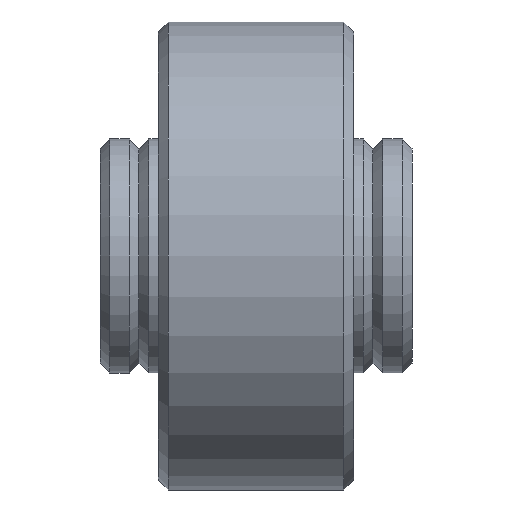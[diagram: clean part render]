
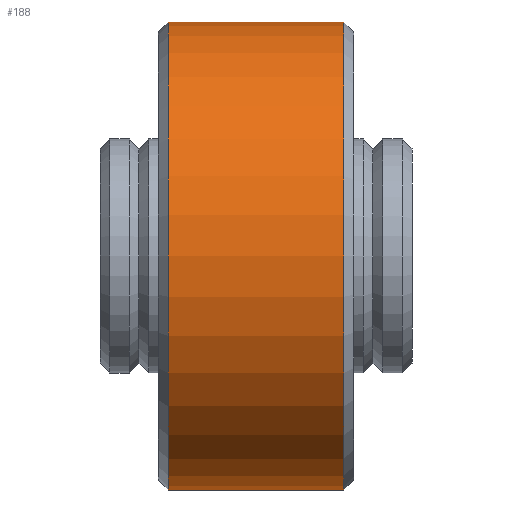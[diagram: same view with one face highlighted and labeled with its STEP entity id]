
A CAD part, front view. The second image highlights one B-rep face of the part: STEP entity #188.
In plain terms, the highlighted cylindrical face has radius 12 mm (diameter 24 mm), a full revolution.
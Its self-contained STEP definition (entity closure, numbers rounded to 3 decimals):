
#188 = ADVANCED_FACE( '', ( #355, #356 ), #357, .T. );
#355 = FACE_OUTER_BOUND( '', #552, .T. );
#356 = FACE_OUTER_BOUND( '', #553, .T. );
#357 = CYLINDRICAL_SURFACE( '', #554, 12. );
#552 = EDGE_LOOP( '', ( #788 ) );
#553 = EDGE_LOOP( '', ( #789 ) );
#554 = AXIS2_PLACEMENT_3D( '', #790, #791, #792 );
#788 = ORIENTED_EDGE( '', *, *, #1078, .T. );
#789 = ORIENTED_EDGE( '', *, *, #1079, .T. );
#790 = CARTESIAN_POINT( '', ( -60., 0., 0. ) );
#791 = DIRECTION( '', ( 1., 0., 0. ) );
#792 = DIRECTION( '', ( 0., 0., 1. ) );
#1078 = EDGE_CURVE( '', #1229, #1229, #1230, .T. );
#1079 = EDGE_CURVE( '', #1231, #1231, #1232, .F. );
#1229 = VERTEX_POINT( '', #1429 );
#1230 = CIRCLE( '', #1430, 12. );
#1231 = VERTEX_POINT( '', #1431 );
#1232 = CIRCLE( '', #1432, 12. );
#1429 = CARTESIAN_POINT( '', ( 10.5, 0., 12. ) );
#1430 = AXIS2_PLACEMENT_3D( '', #1600, #1601, #1602 );
#1431 = CARTESIAN_POINT( '', ( 1.5, 0., 12. ) );
#1432 = AXIS2_PLACEMENT_3D( '', #1603, #1604, #1605 );
#1600 = CARTESIAN_POINT( '', ( 10.5, 0., 0. ) );
#1601 = DIRECTION( '', ( -1., 0., 0. ) );
#1602 = DIRECTION( '', ( 0., 0., 1. ) );
#1603 = CARTESIAN_POINT( '', ( 1.5, 0., 0. ) );
#1604 = DIRECTION( '', ( -1., 0., 0. ) );
#1605 = DIRECTION( '', ( 0., 0., 1. ) );
